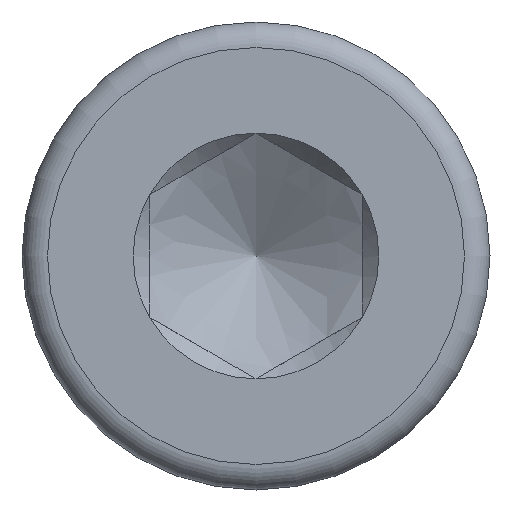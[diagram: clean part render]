
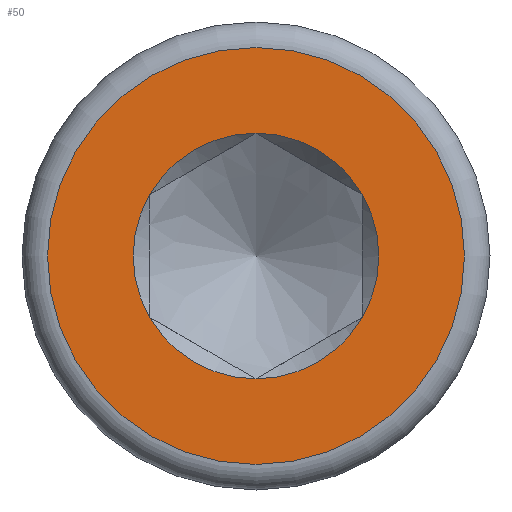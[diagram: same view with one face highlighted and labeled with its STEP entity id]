
A CAD part, left-side view. The second image highlights one B-rep face of the part: STEP entity #50.
In plain terms, the highlighted planar face has unit normal (-1, 0, 0).
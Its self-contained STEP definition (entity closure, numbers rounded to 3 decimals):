
#50 = ADVANCED_FACE( '', ( #115, #116 ), #117, .F. );
#115 = FACE_BOUND( '', #197, .T. );
#116 = FACE_OUTER_BOUND( '', #198, .T. );
#117 = PLANE( '', #199 );
#197 = EDGE_LOOP( '', ( #282, #283, #284, #285, #286, #287 ) );
#198 = EDGE_LOOP( '', ( #288 ) );
#199 = AXIS2_PLACEMENT_3D( '', #289, #290, #291 );
#282 = ORIENTED_EDGE( '', *, *, #429, .T. );
#283 = ORIENTED_EDGE( '', *, *, #430, .T. );
#284 = ORIENTED_EDGE( '', *, *, #431, .T. );
#285 = ORIENTED_EDGE( '', *, *, #432, .T. );
#286 = ORIENTED_EDGE( '', *, *, #433, .T. );
#287 = ORIENTED_EDGE( '', *, *, #434, .T. );
#288 = ORIENTED_EDGE( '', *, *, #435, .F. );
#289 = CARTESIAN_POINT( '', ( -3., 1.443, 0. ) );
#290 = DIRECTION( '', ( 1., 0., 0. ) );
#291 = DIRECTION( '', ( 0., 0., -1. ) );
#429 = EDGE_CURVE( '', #491, #492, #493, .T. );
#430 = EDGE_CURVE( '', #492, #494, #495, .T. );
#431 = EDGE_CURVE( '', #494, #496, #497, .T. );
#432 = EDGE_CURVE( '', #496, #498, #499, .T. );
#433 = EDGE_CURVE( '', #498, #500, #501, .T. );
#434 = EDGE_CURVE( '', #500, #491, #502, .T. );
#435 = EDGE_CURVE( '', #503, #503, #504, .T. );
#491 = VERTEX_POINT( '', #599 );
#492 = VERTEX_POINT( '', #600 );
#493 = CIRCLE( '', #601, 1.443 );
#494 = VERTEX_POINT( '', #602 );
#495 = CIRCLE( '', #603, 1.443 );
#496 = VERTEX_POINT( '', #604 );
#497 = CIRCLE( '', #605, 1.443 );
#498 = VERTEX_POINT( '', #606 );
#499 = CIRCLE( '', #607, 1.443 );
#500 = VERTEX_POINT( '', #608 );
#501 = CIRCLE( '', #609, 1.443 );
#502 = CIRCLE( '', #610, 1.443 );
#503 = VERTEX_POINT( '', #611 );
#504 = CIRCLE( '', #612, 2.45 );
#599 = CARTESIAN_POINT( '', ( -3., -1.25, 0.722 ) );
#600 = CARTESIAN_POINT( '', ( -3., -1.25, -0.722 ) );
#601 = AXIS2_PLACEMENT_3D( '', #708, #709, #710 );
#602 = CARTESIAN_POINT( '', ( -3., 0., -1.443 ) );
#603 = AXIS2_PLACEMENT_3D( '', #711, #712, #713 );
#604 = CARTESIAN_POINT( '', ( -3., 1.25, -0.722 ) );
#605 = AXIS2_PLACEMENT_3D( '', #714, #715, #716 );
#606 = CARTESIAN_POINT( '', ( -3., 1.25, 0.722 ) );
#607 = AXIS2_PLACEMENT_3D( '', #717, #718, #719 );
#608 = CARTESIAN_POINT( '', ( -3., 0., 1.443 ) );
#609 = AXIS2_PLACEMENT_3D( '', #720, #721, #722 );
#610 = AXIS2_PLACEMENT_3D( '', #723, #724, #725 );
#611 = CARTESIAN_POINT( '', ( -3., 0., -2.45 ) );
#612 = AXIS2_PLACEMENT_3D( '', #726, #727, #728 );
#708 = CARTESIAN_POINT( '', ( -3., 0., 0. ) );
#709 = DIRECTION( '', ( 1., 0., 0. ) );
#710 = DIRECTION( '', ( 0., 0., -1. ) );
#711 = CARTESIAN_POINT( '', ( -3., 0., 0. ) );
#712 = DIRECTION( '', ( 1., 0., 0. ) );
#713 = DIRECTION( '', ( 0., 0., -1. ) );
#714 = CARTESIAN_POINT( '', ( -3., 0., 0. ) );
#715 = DIRECTION( '', ( 1., 0., 0. ) );
#716 = DIRECTION( '', ( 0., 0., -1. ) );
#717 = CARTESIAN_POINT( '', ( -3., 0., 0. ) );
#718 = DIRECTION( '', ( 1., 0., 0. ) );
#719 = DIRECTION( '', ( 0., 0., -1. ) );
#720 = CARTESIAN_POINT( '', ( -3., 0., 0. ) );
#721 = DIRECTION( '', ( 1., 0., 0. ) );
#722 = DIRECTION( '', ( 0., 0., -1. ) );
#723 = CARTESIAN_POINT( '', ( -3., 0., 0. ) );
#724 = DIRECTION( '', ( 1., 0., 0. ) );
#725 = DIRECTION( '', ( 0., 0., -1. ) );
#726 = CARTESIAN_POINT( '', ( -3., 0., 0. ) );
#727 = DIRECTION( '', ( 1., 0., 0. ) );
#728 = DIRECTION( '', ( 0., 0., -1. ) );
